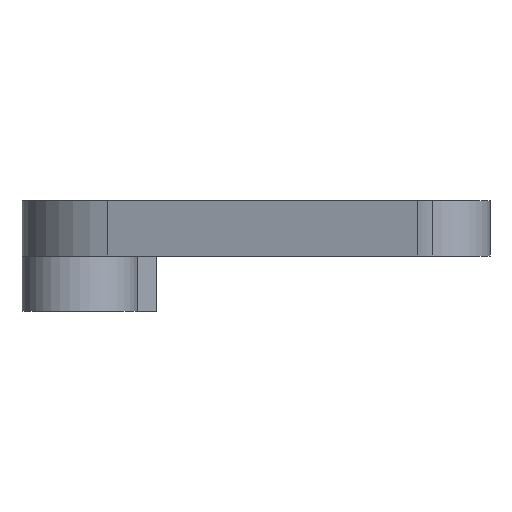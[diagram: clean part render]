
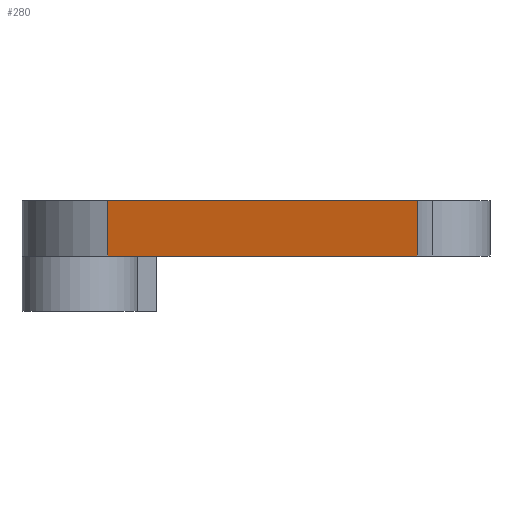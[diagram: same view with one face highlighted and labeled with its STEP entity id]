
A CAD part, left-side view. The second image highlights one B-rep face of the part: STEP entity #280.
In plain terms, the highlighted planar face has unit normal (-0.966, 0.259, 0).
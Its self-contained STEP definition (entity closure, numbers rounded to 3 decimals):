
#13 = EDGE_CURVE ( 'NONE', #303, #430, #532, .T. ) ;
#21 = ORIENTED_EDGE ( 'NONE', *, *, #13, .T. ) ;
#49 = LINE ( 'NONE', #185, #54 ) ;
#54 = VECTOR ( 'NONE', #262, 1000. ) ;
#185 = CARTESIAN_POINT ( 'NONE',  ( -96.595, -3.105, 12. ) ) ;
#232 = FACE_OUTER_BOUND ( 'NONE', #714, .T. ) ;
#254 = CARTESIAN_POINT ( 'NONE',  ( -96.595, -3.105, 12. ) ) ;
#262 = DIRECTION ( 'NONE',  ( 0., 0., -1. ) ) ;
#280 = ADVANCED_FACE ( 'NONE', ( #232 ), #307, .T. ) ;
#303 = VERTEX_POINT ( 'NONE', #443 ) ;
#307 = PLANE ( 'NONE',  #622 ) ;
#330 = CARTESIAN_POINT ( 'NONE',  ( -78.622, 63.97, 12. ) ) ;
#376 = EDGE_CURVE ( 'NONE', #681, #303, #745, .T. ) ;
#426 = CARTESIAN_POINT ( 'NONE',  ( -96.595, -3.105, 0. ) ) ;
#430 = VERTEX_POINT ( 'NONE', #604 ) ;
#439 = ORIENTED_EDGE ( 'NONE', *, *, #473, .F. ) ;
#443 = CARTESIAN_POINT ( 'NONE',  ( -78.622, 63.97, 12. ) ) ;
#464 = ORIENTED_EDGE ( 'NONE', *, *, #498, .F. ) ;
#473 = EDGE_CURVE ( 'NONE', #681, #686, #49, .T. ) ;
#494 = ORIENTED_EDGE ( 'NONE', *, *, #376, .T. ) ;
#498 = EDGE_CURVE ( 'NONE', #686, #430, #632, .T. ) ;
#512 = DIRECTION ( 'NONE',  ( -0.966, 0.259, 0. ) ) ;
#532 = LINE ( 'NONE', #330, #666 ) ;
#599 = CARTESIAN_POINT ( 'NONE',  ( -96.595, -3.105, 0. ) ) ;
#602 = DIRECTION ( 'NONE',  ( 0., 0., -1. ) ) ;
#604 = CARTESIAN_POINT ( 'NONE',  ( -78.622, 63.97, 0. ) ) ;
#622 = AXIS2_PLACEMENT_3D ( 'NONE', #662, #512, #649 ) ;
#632 = LINE ( 'NONE', #426, #694 ) ;
#649 = DIRECTION ( 'NONE',  ( -0.259, -0.966, 0. ) ) ;
#662 = CARTESIAN_POINT ( 'NONE',  ( -96.595, -3.105, 12. ) ) ;
#666 = VECTOR ( 'NONE', #602, 1000. ) ;
#671 = CARTESIAN_POINT ( 'NONE',  ( -96.595, -3.105, 12. ) ) ;
#681 = VERTEX_POINT ( 'NONE', #254 ) ;
#686 = VERTEX_POINT ( 'NONE', #599 ) ;
#694 = VECTOR ( 'NONE', #839, 1000. ) ;
#714 = EDGE_LOOP ( 'NONE', ( #494, #21, #464, #439 ) ) ;
#745 = LINE ( 'NONE', #671, #757 ) ;
#757 = VECTOR ( 'NONE', #807, 1000. ) ;
#807 = DIRECTION ( 'NONE',  ( 0.259, 0.966, 0. ) ) ;
#839 = DIRECTION ( 'NONE',  ( 0.259, 0.966, 0. ) ) ;
